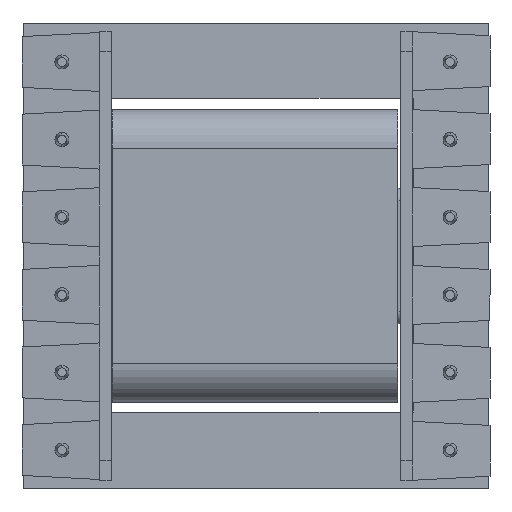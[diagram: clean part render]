
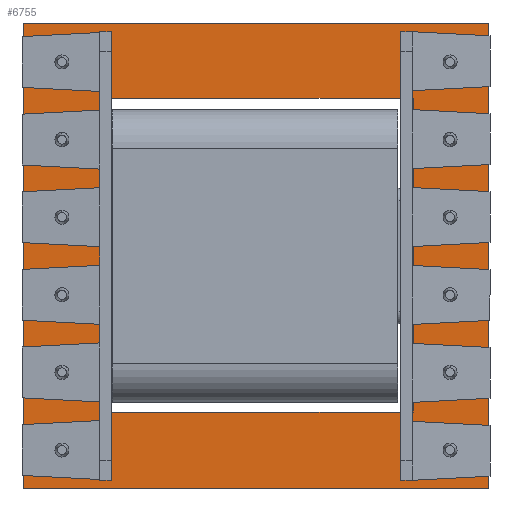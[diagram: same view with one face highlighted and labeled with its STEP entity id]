
A CAD part, front view. The second image highlights one B-rep face of the part: STEP entity #6755.
In plain terms, the highlighted planar face has unit normal (0, -1, 0).
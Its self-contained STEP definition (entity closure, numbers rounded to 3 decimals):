
#20 = ORIENTED_EDGE ( 'NONE', *, *, #1862, .F. ) ;
#90 = ORIENTED_EDGE ( 'NONE', *, *, #3157, .T. ) ;
#195 = VECTOR ( 'NONE', #8619, 1000. ) ;
#237 = CARTESIAN_POINT ( 'NONE',  ( -9.514, -3.5, 10.15 ) ) ;
#268 = VECTOR ( 'NONE', #2824, 1000. ) ;
#299 = VECTOR ( 'NONE', #952, 1000. ) ;
#349 = CARTESIAN_POINT ( 'NONE',  ( 0., -3.5, 0. ) ) ;
#446 = LINE ( 'NONE', #7673, #4735 ) ;
#481 = CARTESIAN_POINT ( 'NONE',  ( -14.439, -3.5, 15. ) ) ;
#495 = DIRECTION ( 'NONE',  ( 1., 0., 0. ) ) ;
#628 = CARTESIAN_POINT ( 'NONE',  ( -14.439, -3.5, -15. ) ) ;
#651 = EDGE_CURVE ( 'NONE', #6368, #7547, #4267, .T. ) ;
#780 = VECTOR ( 'NONE', #495, 1000. ) ;
#816 = EDGE_CURVE ( 'NONE', #2464, #1129, #2112, .T. ) ;
#850 = LINE ( 'NONE', #2468, #7911 ) ;
#909 = DIRECTION ( 'NONE',  ( 1., 0., 0. ) ) ;
#952 = DIRECTION ( 'NONE',  ( 0., 0., 1. ) ) ;
#1024 = DIRECTION ( 'NONE',  ( 0., 0., 1. ) ) ;
#1129 = VERTEX_POINT ( 'NONE', #4932 ) ;
#1329 = LINE ( 'NONE', #237, #2950 ) ;
#1357 = EDGE_CURVE ( 'NONE', #7094, #2464, #7308, .T. ) ;
#1680 = PLANE ( 'NONE',  #8745 ) ;
#1862 = EDGE_CURVE ( 'NONE', #2610, #5659, #446, .T. ) ;
#1896 = CARTESIAN_POINT ( 'NONE',  ( 15.561, -3.5, 15. ) ) ;
#2068 = FACE_OUTER_BOUND ( 'NONE', #2756, .T. ) ;
#2112 = LINE ( 'NONE', #2212, #299 ) ;
#2212 = CARTESIAN_POINT ( 'NONE',  ( -9.514, -3.5, -10.05 ) ) ;
#2220 = LINE ( 'NONE', #6093, #4053 ) ;
#2464 = VERTEX_POINT ( 'NONE', #3387 ) ;
#2468 = CARTESIAN_POINT ( 'NONE',  ( 10.686, -3.5, -10.05 ) ) ;
#2515 = CARTESIAN_POINT ( 'NONE',  ( -9.514, -3.5, -10.05 ) ) ;
#2610 = VERTEX_POINT ( 'NONE', #1896 ) ;
#2756 = EDGE_LOOP ( 'NONE', ( #4870, #7778, #20, #6052 ) ) ;
#2781 = VERTEX_POINT ( 'NONE', #5487 ) ;
#2824 = DIRECTION ( 'NONE',  ( 0., 0., 1. ) ) ;
#2931 = ORIENTED_EDGE ( 'NONE', *, *, #1357, .T. ) ;
#2945 = ORIENTED_EDGE ( 'NONE', *, *, #7432, .T. ) ;
#2950 = VECTOR ( 'NONE', #909, 1000. ) ;
#2980 = VERTEX_POINT ( 'NONE', #7786 ) ;
#3026 = VERTEX_POINT ( 'NONE', #7155 ) ;
#3157 = EDGE_CURVE ( 'NONE', #1129, #6368, #5423, .T. ) ;
#3387 = CARTESIAN_POINT ( 'NONE',  ( -9.514, -3.5, -9.75 ) ) ;
#3589 = DIRECTION ( 'NONE',  ( 0., 0., -1. ) ) ;
#3703 = LINE ( 'NONE', #3810, #5733 ) ;
#3810 = CARTESIAN_POINT ( 'NONE',  ( -14.439, -3.5, -15. ) ) ;
#3850 = LINE ( 'NONE', #7534, #7042 ) ;
#3886 = ORIENTED_EDGE ( 'NONE', *, *, #7654, .T. ) ;
#3891 = FACE_BOUND ( 'NONE', #4561, .T. ) ;
#3957 = EDGE_CURVE ( 'NONE', #7547, #4724, #2220, .T. ) ;
#4053 = VECTOR ( 'NONE', #8813, 1000. ) ;
#4267 = LINE ( 'NONE', #8645, #5862 ) ;
#4270 = CARTESIAN_POINT ( 'NONE',  ( -9.514, -3.5, 10.15 ) ) ;
#4550 = DIRECTION ( 'NONE',  ( 0., 0., -1. ) ) ;
#4561 = EDGE_LOOP ( 'NONE', ( #3886, #2931, #5802, #90, #8231, #8750, #6583, #2945 ) ) ;
#4699 = CARTESIAN_POINT ( 'NONE',  ( -9.514, -3.5, 9.75 ) ) ;
#4724 = VERTEX_POINT ( 'NONE', #4270 ) ;
#4735 = VECTOR ( 'NONE', #3589, 1000. ) ;
#4870 = ORIENTED_EDGE ( 'NONE', *, *, #4933, .F. ) ;
#4932 = CARTESIAN_POINT ( 'NONE',  ( -9.514, -3.5, -3.7 ) ) ;
#4933 = EDGE_CURVE ( 'NONE', #2781, #7459, #3703, .T. ) ;
#5122 = DIRECTION ( 'NONE',  ( 0., 1., 0. ) ) ;
#5149 = EDGE_CURVE ( 'NONE', #5659, #2781, #7098, .T. ) ;
#5277 = VECTOR ( 'NONE', #6783, 1000. ) ;
#5295 = EDGE_CURVE ( 'NONE', #4724, #3026, #1329, .T. ) ;
#5384 = CARTESIAN_POINT ( 'NONE',  ( 15.561, -3.5, -15. ) ) ;
#5423 = LINE ( 'NONE', #2515, #195 ) ;
#5487 = CARTESIAN_POINT ( 'NONE',  ( -14.439, -3.5, -15. ) ) ;
#5514 = CARTESIAN_POINT ( 'NONE',  ( -9.514, -3.5, -10.05 ) ) ;
#5529 = EDGE_CURVE ( 'NONE', #7459, #2610, #6033, .T. ) ;
#5659 = VERTEX_POINT ( 'NONE', #5384 ) ;
#5733 = VECTOR ( 'NONE', #8587, 1000. ) ;
#5802 = ORIENTED_EDGE ( 'NONE', *, *, #816, .T. ) ;
#5862 = VECTOR ( 'NONE', #8498, 1000. ) ;
#6033 = LINE ( 'NONE', #8670, #780 ) ;
#6052 = ORIENTED_EDGE ( 'NONE', *, *, #5529, .F. ) ;
#6093 = CARTESIAN_POINT ( 'NONE',  ( -9.514, -3.5, -10.05 ) ) ;
#6281 = CARTESIAN_POINT ( 'NONE',  ( -9.514, -3.5, 3.7 ) ) ;
#6368 = VERTEX_POINT ( 'NONE', #6281 ) ;
#6583 = ORIENTED_EDGE ( 'NONE', *, *, #5295, .T. ) ;
#6755 = ADVANCED_FACE ( 'NONE', ( #3891, #2068 ), #1680, .F. ) ;
#6783 = DIRECTION ( 'NONE',  ( -1., 0., 0. ) ) ;
#7042 = VECTOR ( 'NONE', #8233, 1000. ) ;
#7094 = VERTEX_POINT ( 'NONE', #5514 ) ;
#7098 = LINE ( 'NONE', #628, #5277 ) ;
#7155 = CARTESIAN_POINT ( 'NONE',  ( 10.686, -3.5, 10.15 ) ) ;
#7308 = LINE ( 'NONE', #7601, #268 ) ;
#7432 = EDGE_CURVE ( 'NONE', #3026, #2980, #850, .T. ) ;
#7459 = VERTEX_POINT ( 'NONE', #481 ) ;
#7534 = CARTESIAN_POINT ( 'NONE',  ( -9.514, -3.5, -10.05 ) ) ;
#7547 = VERTEX_POINT ( 'NONE', #4699 ) ;
#7601 = CARTESIAN_POINT ( 'NONE',  ( -9.514, -3.5, -10.05 ) ) ;
#7654 = EDGE_CURVE ( 'NONE', #2980, #7094, #3850, .T. ) ;
#7673 = CARTESIAN_POINT ( 'NONE',  ( 15.561, -3.5, -15. ) ) ;
#7778 = ORIENTED_EDGE ( 'NONE', *, *, #5149, .F. ) ;
#7786 = CARTESIAN_POINT ( 'NONE',  ( 10.686, -3.5, -10.05 ) ) ;
#7911 = VECTOR ( 'NONE', #4550, 1000. ) ;
#8231 = ORIENTED_EDGE ( 'NONE', *, *, #651, .T. ) ;
#8233 = DIRECTION ( 'NONE',  ( -1., 0., 0. ) ) ;
#8498 = DIRECTION ( 'NONE',  ( 0., 0., 1. ) ) ;
#8587 = DIRECTION ( 'NONE',  ( 0., 0., 1. ) ) ;
#8619 = DIRECTION ( 'NONE',  ( 0., 0., 1. ) ) ;
#8645 = CARTESIAN_POINT ( 'NONE',  ( -9.514, -3.5, -10.05 ) ) ;
#8670 = CARTESIAN_POINT ( 'NONE',  ( -14.439, -3.5, 15. ) ) ;
#8745 = AXIS2_PLACEMENT_3D ( 'NONE', #349, #5122, #1024 ) ;
#8750 = ORIENTED_EDGE ( 'NONE', *, *, #3957, .T. ) ;
#8813 = DIRECTION ( 'NONE',  ( 0., 0., 1. ) ) ;
